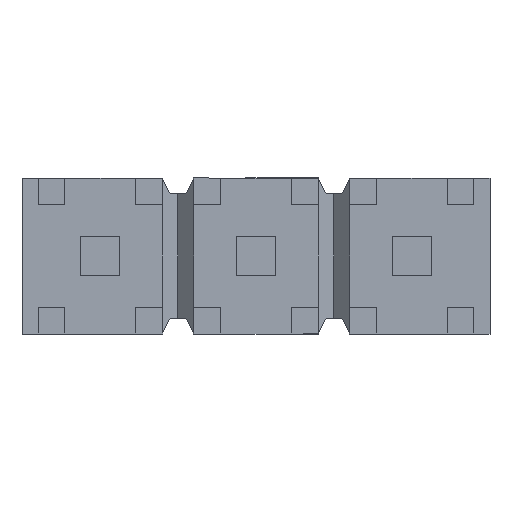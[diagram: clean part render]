
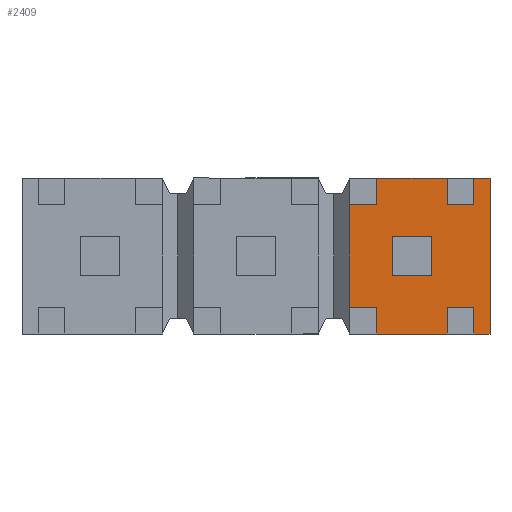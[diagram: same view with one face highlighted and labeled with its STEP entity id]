
A CAD part, front view. The second image highlights one B-rep face of the part: STEP entity #2409.
In plain terms, the highlighted planar face has unit normal (0, -1, 0).
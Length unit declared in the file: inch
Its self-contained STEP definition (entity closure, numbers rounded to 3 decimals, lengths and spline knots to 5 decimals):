
#395=ORIENTED_EDGE('',*,*,#931,.T.);
#396=ORIENTED_EDGE('',*,*,#774,.T.);
#397=ORIENTED_EDGE('',*,*,#868,.T.);
#398=ORIENTED_EDGE('',*,*,#939,.T.);
#399=ORIENTED_EDGE('',*,*,#887,.F.);
#400=ORIENTED_EDGE('',*,*,#770,.T.);
#401=ORIENTED_EDGE('',*,*,#892,.T.);
#402=ORIENTED_EDGE('',*,*,#940,.T.);
#403=ORIENTED_EDGE('',*,*,#747,.F.);
#404=ORIENTED_EDGE('',*,*,#941,.F.);
#405=ORIENTED_EDGE('',*,*,#893,.T.);
#406=ORIENTED_EDGE('',*,*,#815,.T.);
#407=ORIENTED_EDGE('',*,*,#890,.F.);
#408=ORIENTED_EDGE('',*,*,#942,.F.);
#409=ORIENTED_EDGE('',*,*,#869,.T.);
#410=ORIENTED_EDGE('',*,*,#811,.T.);
#411=ORIENTED_EDGE('',*,*,#925,.F.);
#412=ORIENTED_EDGE('',*,*,#902,.F.);
#413=ORIENTED_EDGE('',*,*,#899,.F.);
#414=ORIENTED_EDGE('',*,*,#896,.F.);
#747=EDGE_CURVE('',#1080,#1074,#1299,.T.);
#770=EDGE_CURVE('',#1099,#1098,#1322,.T.);
#774=EDGE_CURVE('',#1103,#1102,#1326,.T.);
#811=EDGE_CURVE('',#1128,#1127,#1363,.T.);
#815=EDGE_CURVE('',#1132,#1131,#1367,.T.);
#868=EDGE_CURVE('',#1102,#1161,#1420,.T.);
#869=EDGE_CURVE('',#1162,#1128,#1421,.T.);
#887=EDGE_CURVE('',#1099,#1171,#1439,.T.);
#890=EDGE_CURVE('',#1172,#1131,#1442,.T.);
#892=EDGE_CURVE('',#1098,#1173,#1444,.T.);
#893=EDGE_CURVE('',#1174,#1132,#1445,.T.);
#896=EDGE_CURVE('',#1176,#1177,#1448,.T.);
#899=EDGE_CURVE('',#1177,#1179,#1451,.T.);
#902=EDGE_CURVE('',#1179,#1181,#1454,.T.);
#925=EDGE_CURVE('',#1181,#1176,#1477,.T.);
#931=EDGE_CURVE('',#1127,#1103,#1483,.T.);
#939=EDGE_CURVE('',#1161,#1171,#1491,.T.);
#940=EDGE_CURVE('',#1173,#1074,#1492,.T.);
#941=EDGE_CURVE('',#1174,#1080,#1493,.T.);
#942=EDGE_CURVE('',#1162,#1172,#1494,.T.);
#1074=VERTEX_POINT('',#3312);
#1080=VERTEX_POINT('',#3324);
#1098=VERTEX_POINT('',#3368);
#1099=VERTEX_POINT('',#3370);
#1102=VERTEX_POINT('',#3376);
#1103=VERTEX_POINT('',#3378);
#1127=VERTEX_POINT('',#3442);
#1128=VERTEX_POINT('',#3444);
#1131=VERTEX_POINT('',#3450);
#1132=VERTEX_POINT('',#3452);
#1161=VERTEX_POINT('',#3556);
#1162=VERTEX_POINT('',#3560);
#1171=VERTEX_POINT('',#3596);
#1172=VERTEX_POINT('',#3600);
#1173=VERTEX_POINT('',#3604);
#1174=VERTEX_POINT('',#3608);
#1176=VERTEX_POINT('',#3613);
#1177=VERTEX_POINT('',#3615);
#1179=VERTEX_POINT('',#3621);
#1181=VERTEX_POINT('',#3627);
#1299=LINE('',#3325,#1635);
#1322=LINE('',#3369,#1658);
#1326=LINE('',#3377,#1662);
#1363=LINE('',#3443,#1699);
#1367=LINE('',#3451,#1703);
#1420=LINE('',#3557,#1756);
#1421=LINE('',#3559,#1757);
#1439=LINE('',#3595,#1775);
#1442=LINE('',#3601,#1778);
#1444=LINE('',#3605,#1780);
#1445=LINE('',#3607,#1781);
#1448=LINE('',#3614,#1784);
#1451=LINE('',#3620,#1787);
#1454=LINE('',#3626,#1790);
#1477=LINE('',#3674,#1813);
#1483=LINE('',#3683,#1819);
#1491=LINE('',#3697,#1827);
#1492=LINE('',#3698,#1828);
#1493=LINE('',#3699,#1829);
#1494=LINE('',#3700,#1830);
#1635=VECTOR('',#2689,39.37008);
#1658=VECTOR('',#2718,39.37008);
#1662=VECTOR('',#2722,39.37008);
#1699=VECTOR('',#2767,39.37008);
#1703=VECTOR('',#2771,39.37008);
#1756=VECTOR('',#2870,39.37008);
#1757=VECTOR('',#2873,39.37008);
#1775=VECTOR('',#2909,39.37008);
#1778=VECTOR('',#2914,39.37008);
#1780=VECTOR('',#2918,39.37008);
#1781=VECTOR('',#2921,39.37008);
#1784=VECTOR('',#2926,39.37008);
#1787=VECTOR('',#2931,39.37008);
#1790=VECTOR('',#2936,39.37008);
#1813=VECTOR('',#2973,39.37008);
#1819=VECTOR('',#2985,39.37008);
#1827=VECTOR('',#3005,39.37008);
#1828=VECTOR('',#3006,39.37008);
#1829=VECTOR('',#3007,39.37008);
#1830=VECTOR('',#3008,39.37008);
#1999=EDGE_LOOP('',(#395,#396,#397,#398,#399,#400,#401,#402,#403,#404,#405,
#406,#407,#408,#409,#410));
#2000=EDGE_LOOP('',(#411,#412,#413,#414));
#2141=FACE_BOUND('',#1999,.T.);
#2142=FACE_BOUND('',#2000,.T.);
#2279=PLANE('',#2565);
#2409=ADVANCED_FACE('',(#2141,#2142),#2279,.T.);
#2565=AXIS2_PLACEMENT_3D('',#3696,#3003,#3004);
#2689=DIRECTION('',(0.,0.,1.));
#2718=DIRECTION('',(-1.,0.,0.));
#2722=DIRECTION('',(-1.,0.,0.));
#2767=DIRECTION('',(1.,0.,0.));
#2771=DIRECTION('',(1.,0.,0.));
#2870=DIRECTION('',(0.,0.,-1.));
#2873=DIRECTION('',(0.,0.,-1.));
#2909=DIRECTION('',(0.,0.,-1.));
#2914=DIRECTION('',(0.,0.,-1.));
#2918=DIRECTION('',(0.,0.,-1.));
#2921=DIRECTION('',(0.,0.,-1.));
#2926=DIRECTION('',(1.,0.,0.));
#2931=DIRECTION('',(0.,0.,1.));
#2936=DIRECTION('',(-1.,0.,0.));
#2973=DIRECTION('',(0.,0.,-1.));
#2985=DIRECTION('',(0.,0.,1.));
#3003=DIRECTION('',(0.,-1.,0.));
#3004=DIRECTION('',(0.,0.,-1.));
#3005=DIRECTION('',(-1.,0.,0.));
#3006=DIRECTION('',(-1.,0.,0.));
#3007=DIRECTION('',(-1.,0.,0.));
#3008=DIRECTION('',(-1.,0.,0.));
#3312=CARTESIAN_POINT('',(0.06,0.02,0.033));
#3324=CARTESIAN_POINT('',(0.06,0.02,-0.033));
#3325=CARTESIAN_POINT('',(0.06,0.02,0.3));
#3368=CARTESIAN_POINT('',(0.0774,0.02,0.05));
#3369=CARTESIAN_POINT('',(-0.15,0.02,0.05));
#3370=CARTESIAN_POINT('',(0.1226,0.02,0.05));
#3376=CARTESIAN_POINT('',(0.1396,0.02,0.05));
#3377=CARTESIAN_POINT('',(-0.15,0.02,0.05));
#3378=CARTESIAN_POINT('',(0.15,0.02,0.05));
#3442=CARTESIAN_POINT('',(0.15,0.02,-0.05));
#3443=CARTESIAN_POINT('',(0.15,0.02,-0.05));
#3444=CARTESIAN_POINT('',(0.1396,0.02,-0.05));
#3450=CARTESIAN_POINT('',(0.1226,0.02,-0.05));
#3451=CARTESIAN_POINT('',(0.15,0.02,-0.05));
#3452=CARTESIAN_POINT('',(0.0774,0.02,-0.05));
#3556=CARTESIAN_POINT('',(0.1396,0.02,0.033));
#3557=CARTESIAN_POINT('',(0.1396,0.02,0.1));
#3559=CARTESIAN_POINT('',(0.1396,0.02,0.1));
#3560=CARTESIAN_POINT('',(0.1396,0.02,-0.033));
#3595=CARTESIAN_POINT('',(0.1226,0.02,0.1));
#3596=CARTESIAN_POINT('',(0.1226,0.02,0.033));
#3600=CARTESIAN_POINT('',(0.1226,0.02,-0.033));
#3601=CARTESIAN_POINT('',(0.1226,0.02,0.1));
#3604=CARTESIAN_POINT('',(0.0774,0.02,0.033));
#3605=CARTESIAN_POINT('',(0.0774,0.02,0.1));
#3607=CARTESIAN_POINT('',(0.0774,0.02,0.1));
#3608=CARTESIAN_POINT('',(0.0774,0.02,-0.033));
#3613=CARTESIAN_POINT('',(0.0875,0.02,-0.0125));
#3614=CARTESIAN_POINT('',(0.1125,0.02,-0.0125));
#3615=CARTESIAN_POINT('',(0.1125,0.02,-0.0125));
#3620=CARTESIAN_POINT('',(0.1125,0.02,0.0125));
#3621=CARTESIAN_POINT('',(0.1125,0.02,0.0125));
#3626=CARTESIAN_POINT('',(0.0875,0.02,0.0125));
#3627=CARTESIAN_POINT('',(0.0875,0.02,0.0125));
#3674=CARTESIAN_POINT('',(0.0875,0.02,-0.0125));
#3683=CARTESIAN_POINT('',(0.15,0.02,0.05));
#3696=CARTESIAN_POINT('',(0.1848,0.02,0.1));
#3697=CARTESIAN_POINT('',(0.3,0.02,0.033));
#3698=CARTESIAN_POINT('',(0.3,0.02,0.033));
#3699=CARTESIAN_POINT('',(0.3,0.02,-0.033));
#3700=CARTESIAN_POINT('',(0.3,0.02,-0.033));
